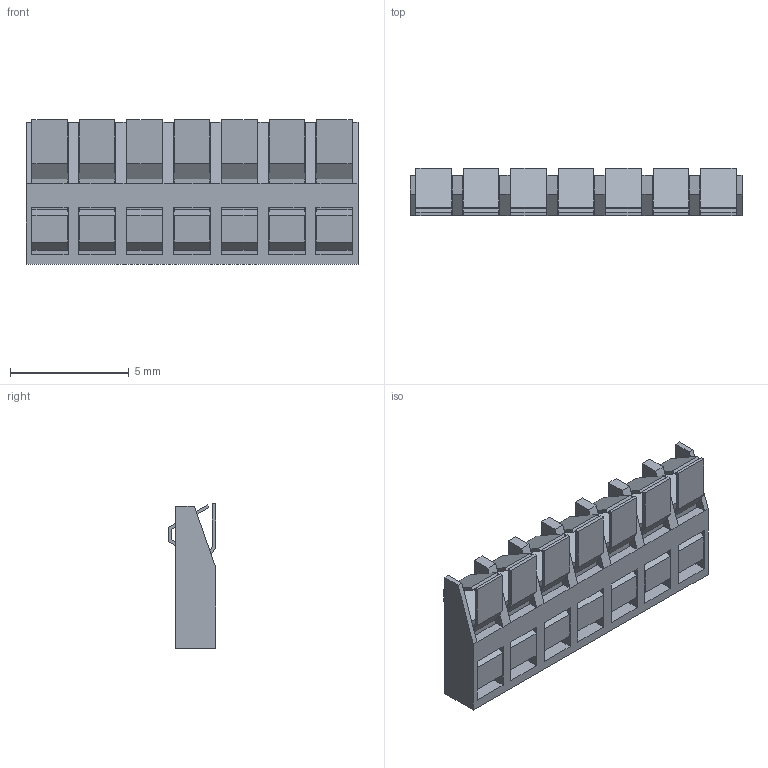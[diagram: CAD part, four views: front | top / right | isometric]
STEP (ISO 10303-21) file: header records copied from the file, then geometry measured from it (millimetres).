
FILE_DESCRIPTION(/* description */ (''),/* implementation_level */ '2;1');
FILE_NAME(/* name */ 'BC-1-701.step',/* time_stamp */ '2022-11-07T12:20:49+01:00',/* author */ (''),/* organization */ (''),/* preprocessor_version */ 'ST-DEVELOPER v19.2',/* originating_system */ 'Autodesk Translation Framework v11.17.0.187',/* authorisation */ '');
FILE_SCHEMA (('AUTOMOTIVE_DESIGN { 1 0 10303 214 3 1 1 }'));
Length unit declared in the file: millimetre
Products named in the file (1): BC-1-701
Bounding box: 14 x 2 x 6.1 mm (x, y, z)
Volume: 68.9 mm3; surface area: 594.9 mm2
Topology: 8 solids, 8 shells, 273 faces, 778 edges, 514 vertices
Faces by surface type: plane 273
Entity records: 8748 total; most frequent: CARTESIAN_POINT 1566, ORIENTED_EDGE 1556, DIRECTION 1326, LINE 778, VECTOR 778, EDGE_CURVE 778, VERTEX_POINT 514, EDGE_LOOP 280
